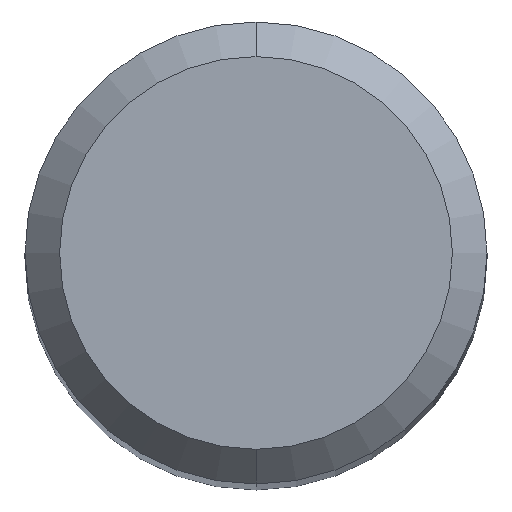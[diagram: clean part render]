
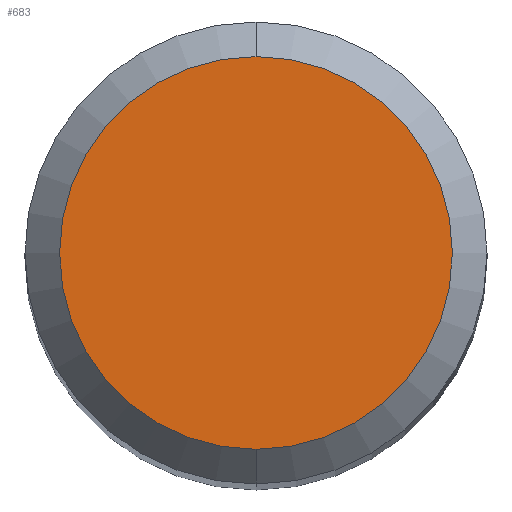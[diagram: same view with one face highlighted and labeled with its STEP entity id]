
A CAD part, top view. The second image highlights one B-rep face of the part: STEP entity #683.
In plain terms, the highlighted planar face has unit normal (0, 0, 1).
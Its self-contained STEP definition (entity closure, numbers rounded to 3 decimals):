
#311=EDGE_CURVE('',#373,#773,#866,.T.);
#373=VERTEX_POINT('',#938);
#511=EDGE_CURVE('',#773,#373,#1086,.T.);
#683=ADVANCED_FACE('',(#1274),#1275,.T.);
#773=VERTEX_POINT('',#1371);
#866=CIRCLE('',#1474,1.7);
#938=CARTESIAN_POINT('',(0.0,1.7,0.0));
#1086=CIRCLE('',#1971,1.7);
#1274=FACE_OUTER_BOUND('',#2316,.T.);
#1275=PLANE('',#2317);
#1371=CARTESIAN_POINT('',(0.,-1.7,0.0));
#1474=AXIS2_PLACEMENT_3D('',#2632,#2633,#2634);
#1971=AXIS2_PLACEMENT_3D('',#2908,#2909,#2910);
#2316=EDGE_LOOP('',(#3155,#3156));
#2317=AXIS2_PLACEMENT_3D('',#3157,#3158,#3159);
#2632=CARTESIAN_POINT('',(0.0,0.0,0.0));
#2633=DIRECTION('',(0.0,0.0,-1.0));
#2634=DIRECTION('',(0.0,1.0,0.0));
#2908=CARTESIAN_POINT('',(0.0,0.0,0.0));
#2909=DIRECTION('',(0.0,0.0,-1.0));
#2910=DIRECTION('',(0.0,1.0,0.0));
#3155=ORIENTED_EDGE('',*,*,#311,.F.);
#3156=ORIENTED_EDGE('',*,*,#511,.F.);
#3157=CARTESIAN_POINT('',(0.0,0.85,0.0));
#3158=DIRECTION('',(-0.0,0.0,1.0));
#3159=DIRECTION('',(0.0,-1.0,0.0));
